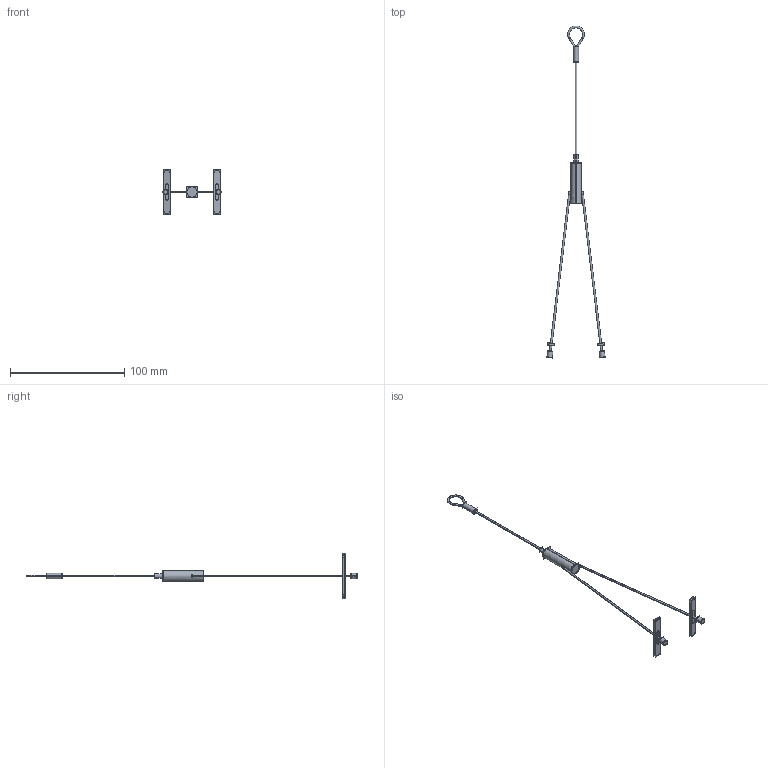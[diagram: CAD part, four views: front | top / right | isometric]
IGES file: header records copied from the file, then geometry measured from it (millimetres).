
Start section:  PTC IGES file: 211397.igs
Global section: file name: 211397.igs; native system: Creo Parametric by PTC Inc.; preprocessor: 2018300; author: pdmadmin; organization: Unknown; date: 20190624.120226; units: millimetre
Bounding box: 50.99 x 290.98 x 39.52 mm (x, y, z)
Volume: 4302.4 mm3; surface area: 21079.9 mm2
Topology: 5 solids, 5 shells, 136 faces, 648 edges, 828 vertices
Faces by surface type: revolution 92, bspline 44
